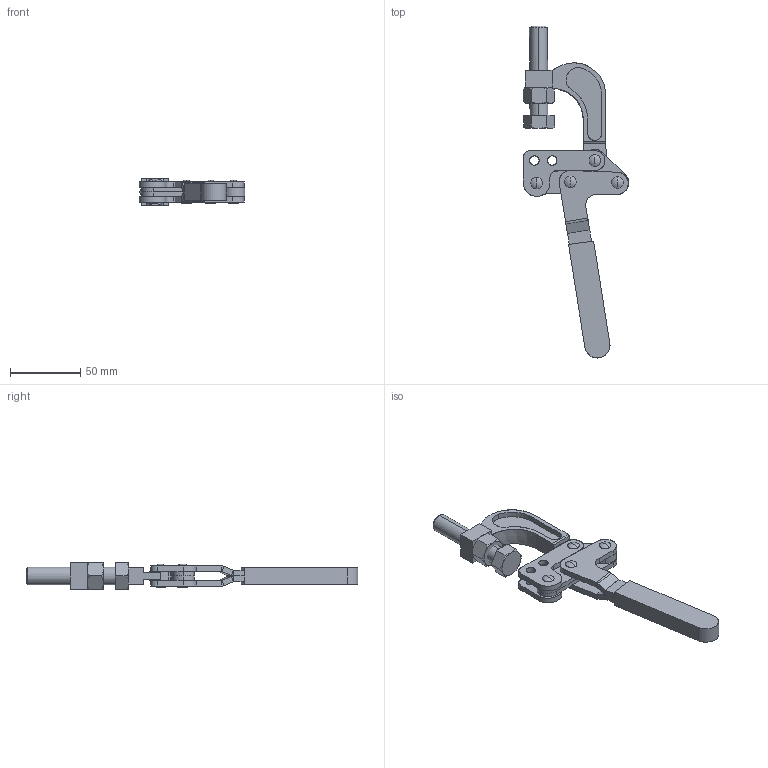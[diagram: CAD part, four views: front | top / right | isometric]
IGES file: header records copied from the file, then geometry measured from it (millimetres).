
Start section: SolidWorks IGES file using analytic representation for surfaces
Global section: file name: EMC80325.IGS,15; native system: HSolidWorks 2016; preprocessor: SolidWorks 2016; author: LinWei; date: 190109.174037; units: millimetre
Bounding box: 75.01 x 236.1 x 19.05 mm (x, y, z)
Surface area: 33045.6 mm2 (no closed solid volume)
Topology: 0 solids, 0 shells, 247 faces, 3660 edges, 3656 vertices
Faces by surface type: revolution 125, bspline 122
